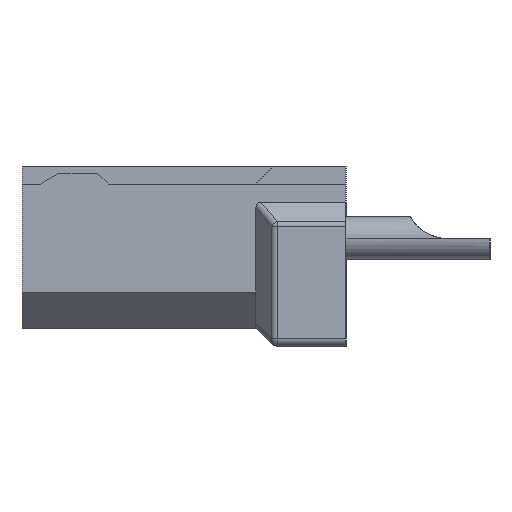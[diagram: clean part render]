
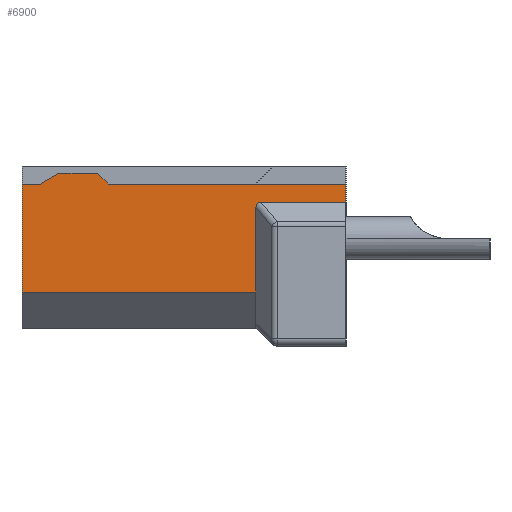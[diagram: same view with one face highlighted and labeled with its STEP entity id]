
A CAD part, left-side view. The second image highlights one B-rep face of the part: STEP entity #6900.
In plain terms, the highlighted planar face has unit normal (-1, 0, 0).
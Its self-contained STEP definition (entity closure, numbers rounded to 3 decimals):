
#49=DIRECTION('',(0.,0.,1.));
#50=VECTOR('',#49,3.);
#51=CARTESIAN_POINT('',(-15.75,6.5,-1.));
#52=LINE('',#51,#50);
#767=DIRECTION('',(0.,0.,1.));
#768=VECTOR('',#767,0.5);
#769=CARTESIAN_POINT('',(-15.75,-2.5,1.5));
#770=LINE('',#769,#768);
#2691=CARTESIAN_POINT('',(-15.75,0.,1.345));
#2692=CARTESIAN_POINT('',(-15.75,0.,1.395));
#2693=CARTESIAN_POINT('',(-15.75,-0.028,1.466));
#2694=CARTESIAN_POINT('',(-15.75,-0.093,1.5));
#2695=CARTESIAN_POINT('',(-15.75,-0.142,1.5));
#2697=DIRECTION('',(0.,0.866,-0.5));
#2698=VECTOR('',#2697,0.6);
#2699=CARTESIAN_POINT('',(-15.75,5.48,2.3));
#2700=LINE('',#2699,#2698);
#2701=DIRECTION('',(0.,1.,0.));
#2702=VECTOR('',#2701,1.08);
#2703=CARTESIAN_POINT('',(-15.75,4.4,2.3));
#2704=LINE('',#2703,#2702);
#2705=DIRECTION('',(0.,0.707,0.707));
#2706=VECTOR('',#2705,0.424);
#2707=CARTESIAN_POINT('',(-15.75,4.1,2.));
#2708=LINE('',#2707,#2706);
#2709=DIRECTION('',(0.,-1.,0.));
#2710=VECTOR('',#2709,6.6);
#2711=CARTESIAN_POINT('',(-15.75,4.1,2.));
#2712=LINE('',#2711,#2710);
#2713=DIRECTION('',(0.,1.,0.));
#2714=VECTOR('',#2713,2.358);
#2715=CARTESIAN_POINT('',(-15.75,-2.5,1.5));
#2716=LINE('',#2715,#2714);
#2717=DIRECTION('',(0.,0.,1.));
#2718=VECTOR('',#2717,2.345);
#2719=CARTESIAN_POINT('',(-15.75,0.,-1.));
#2720=LINE('',#2719,#2718);
#2721=DIRECTION('',(0.,-1.,0.));
#2722=VECTOR('',#2721,6.5);
#2723=CARTESIAN_POINT('',(-15.75,6.5,-1.));
#2724=LINE('',#2723,#2722);
#2725=DIRECTION('',(0.,-1.,0.));
#2726=VECTOR('',#2725,0.5);
#2727=CARTESIAN_POINT('',(-15.75,6.5,2.));
#2728=LINE('',#2727,#2726);
#3271=CARTESIAN_POINT('',(-15.75,-2.5,2.));
#3273=VERTEX_POINT('',#3271);
#3373=CARTESIAN_POINT('',(-15.75,-2.5,1.5));
#3374=VERTEX_POINT('',#3373);
#3397=CARTESIAN_POINT('',(-15.75,6.5,2.));
#3398=VERTEX_POINT('',#3397);
#3414=CARTESIAN_POINT('',(-15.75,0.,1.345));
#3416=VERTEX_POINT('',#3414);
#3418=CARTESIAN_POINT('',(-15.75,-0.142,1.5));
#3420=VERTEX_POINT('',#3418);
#3590=CARTESIAN_POINT('',(-15.75,6.5,-1.));
#3592=VERTEX_POINT('',#3590);
#3597=CARTESIAN_POINT('',(-15.75,0.,-1.));
#3598=VERTEX_POINT('',#3597);
#3603=CARTESIAN_POINT('',(-15.75,5.48,2.3));
#3604=VERTEX_POINT('',#3603);
#3605=CARTESIAN_POINT('',(-15.75,6.,2.));
#3606=VERTEX_POINT('',#3605);
#3607=CARTESIAN_POINT('',(-15.75,4.4,2.3));
#3608=VERTEX_POINT('',#3607);
#3629=CARTESIAN_POINT('',(-15.75,4.1,2.));
#3630=VERTEX_POINT('',#3629);
#6877=CARTESIAN_POINT('',(-15.75,0.,-2.));
#6878=DIRECTION('',(-1.,0.,0.));
#6879=DIRECTION('',(0.,0.,1.));
#6880=AXIS2_PLACEMENT_3D('',#6877,#6878,#6879);
#6881=PLANE('',#6880);
#6883=ORIENTED_EDGE('',*,*,#6882,.F.);
#6885=ORIENTED_EDGE('',*,*,#6884,.F.);
#6887=ORIENTED_EDGE('',*,*,#6886,.F.);
#6888=ORIENTED_EDGE('',*,*,#4265,.T.);
#6889=ORIENTED_EDGE('',*,*,#4598,.F.);
#6891=ORIENTED_EDGE('',*,*,#6890,.T.);
#6892=ORIENTED_EDGE('',*,*,#6868,.F.);
#6893=ORIENTED_EDGE('',*,*,#6857,.F.);
#6895=ORIENTED_EDGE('',*,*,#6894,.F.);
#6896=ORIENTED_EDGE('',*,*,#4042,.T.);
#6897=ORIENTED_EDGE('',*,*,#4254,.T.);
#6898=EDGE_LOOP('',(#6883,#6885,#6887,#6888,#6889,#6891,#6892,#6893,#6895,#6896,
#6897));
#6899=FACE_OUTER_BOUND('',#6898,.F.);
#2696=B_SPLINE_CURVE_WITH_KNOTS('',3,(#2691,#2692,#2693,#2694,#2695),
.UNSPECIFIED.,.F.,.F.,(4,1,4),(0.,0.5,1.),.UNSPECIFIED.);
#4042=EDGE_CURVE('',#3592,#3398,#52,.T.);
#4254=EDGE_CURVE('',#3398,#3606,#2728,.T.);
#4265=EDGE_CURVE('',#3630,#3273,#2712,.T.);
#4598=EDGE_CURVE('',#3374,#3273,#770,.T.);
#6857=EDGE_CURVE('',#3598,#3416,#2720,.T.);
#6868=EDGE_CURVE('',#3416,#3420,#2696,.T.);
#6882=EDGE_CURVE('',#3604,#3606,#2700,.T.);
#6884=EDGE_CURVE('',#3608,#3604,#2704,.T.);
#6886=EDGE_CURVE('',#3630,#3608,#2708,.T.);
#6890=EDGE_CURVE('',#3374,#3420,#2716,.T.);
#6894=EDGE_CURVE('',#3592,#3598,#2724,.T.);
#6900=ADVANCED_FACE('',(#6899),#6881,.T.);
